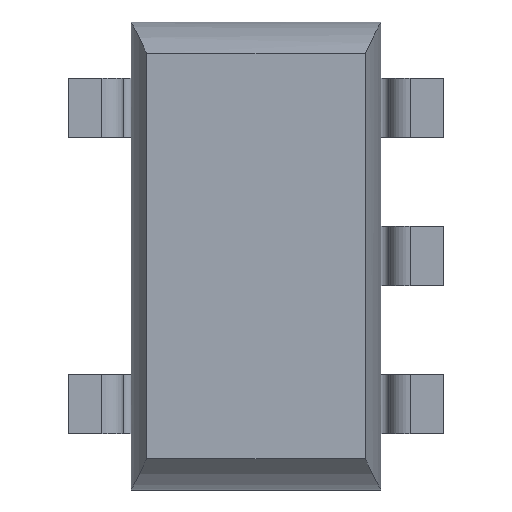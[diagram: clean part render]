
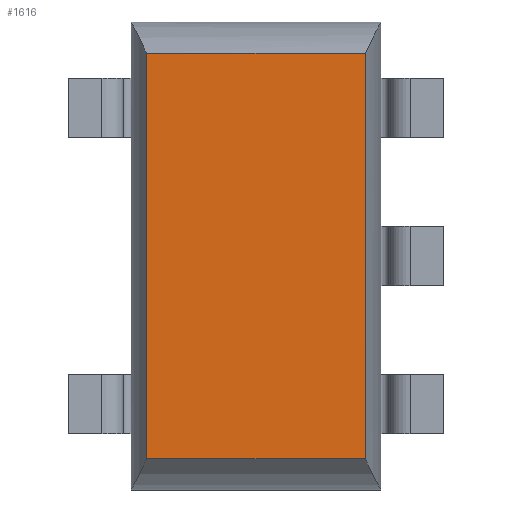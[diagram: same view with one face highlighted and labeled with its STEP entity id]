
A CAD part, front view. The second image highlights one B-rep face of the part: STEP entity #1616.
In plain terms, the highlighted planar face has unit normal (0, -1, 0).
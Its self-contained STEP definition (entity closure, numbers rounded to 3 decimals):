
#46 = VECTOR ( 'NONE', #2666, 1000. ) ;
#69 = VERTEX_POINT ( 'NONE', #2652 ) ;
#71 = LINE ( 'NONE', #313, #632 ) ;
#100 = ORIENTED_EDGE ( 'NONE', *, *, #1159, .T. ) ;
#146 = VECTOR ( 'NONE', #728, 1000. ) ;
#157 = EDGE_CURVE ( 'NONE', #1333, #69, #1411, .T. ) ;
#191 = CARTESIAN_POINT ( 'NONE',  ( 0.1, 0., -0.2 ) ) ;
#203 = CARTESIAN_POINT ( 'NONE',  ( 1.5, 0., -2.8 ) ) ;
#293 = ORIENTED_EDGE ( 'NONE', *, *, #1558, .T. ) ;
#313 = CARTESIAN_POINT ( 'NONE',  ( 1.5, 0., 0. ) ) ;
#337 = VERTEX_POINT ( 'NONE', #203 ) ;
#572 = CARTESIAN_POINT ( 'NONE',  ( 1.6, 0., -0.2 ) ) ;
#632 = VECTOR ( 'NONE', #2329, 1000. ) ;
#725 = FACE_OUTER_BOUND ( 'NONE', #2647, .T. ) ;
#728 = DIRECTION ( 'NONE',  ( -1., 0., 0. ) ) ;
#1118 = CARTESIAN_POINT ( 'NONE',  ( 1.6, 0., -2.8 ) ) ;
#1145 = DIRECTION ( 'NONE',  ( 0., -1., 0. ) ) ;
#1159 = EDGE_CURVE ( 'NONE', #337, #1365, #71, .T. ) ;
#1310 = ORIENTED_EDGE ( 'NONE', *, *, #2571, .T. ) ;
#1333 = VERTEX_POINT ( 'NONE', #191 ) ;
#1365 = VERTEX_POINT ( 'NONE', #2501 ) ;
#1411 = LINE ( 'NONE', #1799, #46 ) ;
#1550 = PLANE ( 'NONE',  #1709 ) ;
#1558 = EDGE_CURVE ( 'NONE', #69, #337, #2327, .T. ) ;
#1616 = ADVANCED_FACE ( 'NONE', ( #725 ), #1550, .T. ) ;
#1697 = DIRECTION ( 'NONE',  ( 1., 0., 0. ) ) ;
#1709 = AXIS2_PLACEMENT_3D ( 'NONE', #1983, #1145, #2220 ) ;
#1799 = CARTESIAN_POINT ( 'NONE',  ( 0.1, 0., 0. ) ) ;
#1973 = LINE ( 'NONE', #572, #146 ) ;
#1983 = CARTESIAN_POINT ( 'NONE',  ( 1.6, 0., 0. ) ) ;
#2044 = ORIENTED_EDGE ( 'NONE', *, *, #157, .T. ) ;
#2220 = DIRECTION ( 'NONE',  ( 0., 0., -1. ) ) ;
#2237 = VECTOR ( 'NONE', #1697, 1000. ) ;
#2327 = LINE ( 'NONE', #1118, #2237 ) ;
#2329 = DIRECTION ( 'NONE',  ( 0., 0., 1. ) ) ;
#2501 = CARTESIAN_POINT ( 'NONE',  ( 1.5, 0., -0.2 ) ) ;
#2571 = EDGE_CURVE ( 'NONE', #1365, #1333, #1973, .T. ) ;
#2647 = EDGE_LOOP ( 'NONE', ( #293, #100, #1310, #2044 ) ) ;
#2652 = CARTESIAN_POINT ( 'NONE',  ( 0.1, 0., -2.8 ) ) ;
#2666 = DIRECTION ( 'NONE',  ( 0., 0., -1. ) ) ;
